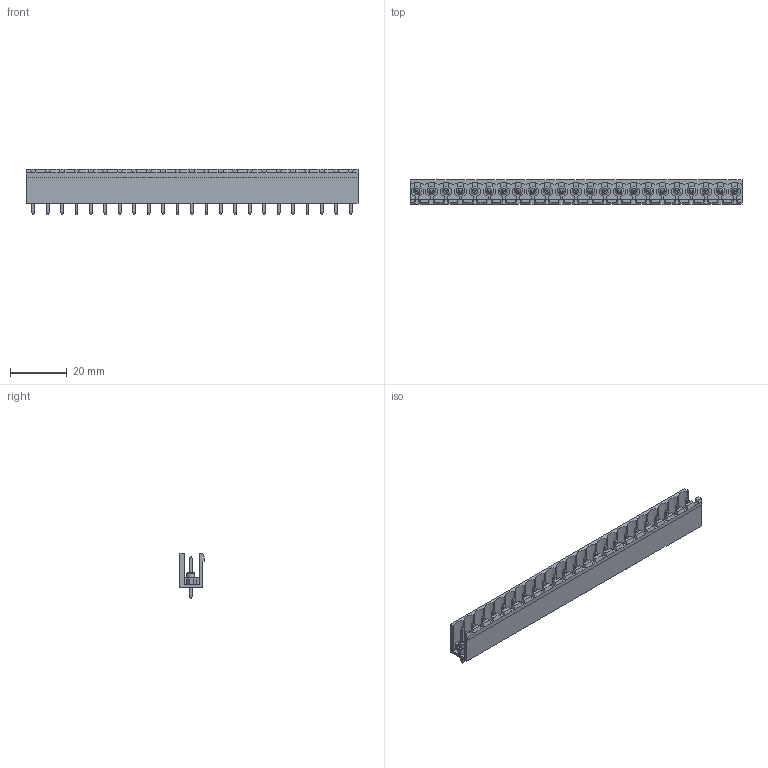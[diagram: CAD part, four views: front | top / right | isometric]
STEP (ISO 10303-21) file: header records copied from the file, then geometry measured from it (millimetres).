
FILE_DESCRIPTION( ( 'Unknown' ), '1' );
FILE_NAME( '691311500023.stp', 'Unknown', ( 'Unknown' ), ( 'Unknown' ), 'PSStep 15.0.49', 'Unknown', ' ' );
FILE_SCHEMA( ( 'AUTOMOTIVE_DESIGN { 1 0 10303 214 1 1 1 1 }' ) );
Length unit declared in the file: millimetre
Products named in the file (3): Assem1; 6913115000xx_PIN; 691311500123
Assembly tree (24 placements, depth 2):
  Assem1
    6913115000xx_PIN  x23
    691311500123
Bounding box: 116.84 x 8.5 x 16 mm (x, y, z)
Volume: 4593 mm3; surface area: 10422.9 mm2
Topology: 24 solids, 24 shells, 1096 faces, 2914 edges, 1866 vertices
Faces by surface type: plane 1027, cylinder 46, torus 23
Full cylindrical faces by diameter (mm): 2.75 x23
Entity records: 31780 total; most frequent: CARTESIAN_POINT 4533, ORIENTED_EDGE 4458, DIRECTION 4016, EDGE_CURVE 2229, LINE 2068, VECTOR 2068, VERTEX_POINT 1491, AXIS2_PLACEMENT_3D 974
